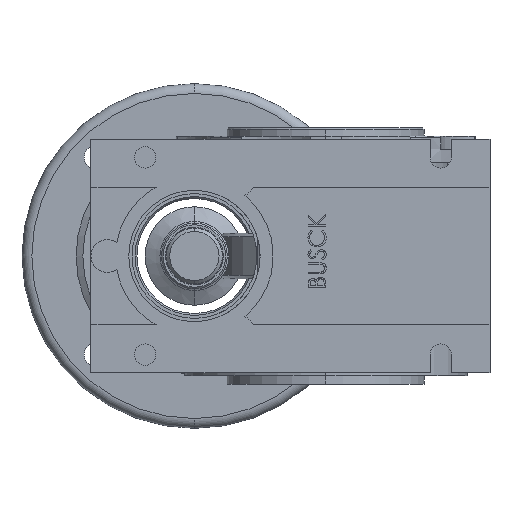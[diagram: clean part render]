
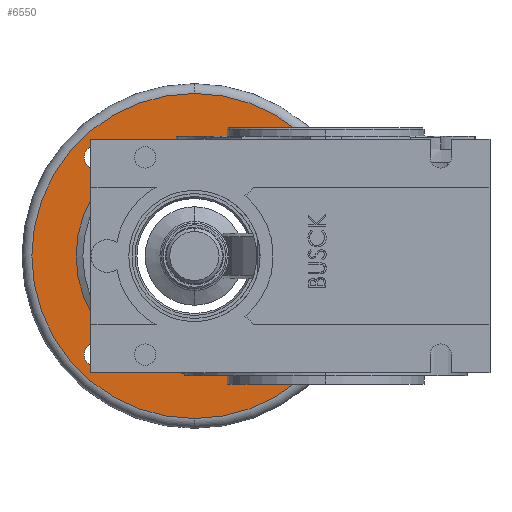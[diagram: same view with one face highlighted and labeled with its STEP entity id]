
A CAD part, left-side view. The second image highlights one B-rep face of the part: STEP entity #6550.
In plain terms, the highlighted planar face has unit normal (-1, 0, 0).
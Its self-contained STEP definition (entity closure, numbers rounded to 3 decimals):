
#6220 = EDGE_CURVE ( 'NONE', #6246, #6223, #8242, .T. ) ;
#6223 = VERTEX_POINT ( 'NONE', #8233 ) ;
#6226 = EDGE_CURVE ( 'NONE', #6244, #6273, #8230, .T. ) ;
#6244 = VERTEX_POINT ( 'NONE', #8374 ) ;
#6246 = VERTEX_POINT ( 'NONE', #8422 ) ;
#6273 = VERTEX_POINT ( 'NONE', #8391 ) ;
#6282 = VERTEX_POINT ( 'NONE', #8441 ) ;
#6284 = EDGE_CURVE ( 'NONE', #6286, #6282, #8439, .T. ) ;
#6286 = VERTEX_POINT ( 'NONE', #8407 ) ;
#6347 = EDGE_CURVE ( 'NONE', #6273, #6244, #8596, .T. ) ;
#6348 = EDGE_LOOP ( 'NONE', ( #6553, #6555 ) ) ;
#6349 = EDGE_CURVE ( 'NONE', #6586, #6585, #8591, .T. ) ;
#6350 = EDGE_LOOP ( 'NONE', ( #6549, #6359 ) ) ;
#6352 = EDGE_CURVE ( 'NONE', #6468, #6445, #8612, .T. ) ;
#6353 = EDGE_LOOP ( 'NONE', ( #6531, #6544 ) ) ;
#6354 = ORIENTED_EDGE ( 'NONE', *, *, #6352, .F. ) ;
#6359 = ORIENTED_EDGE ( 'NONE', *, *, #6360, .F. ) ;
#6360 = EDGE_CURVE ( 'NONE', #6459, #6592, #8604, .T. ) ;
#6361 = EDGE_LOOP ( 'NONE', ( #6541, #6354 ) ) ;
#6444 = EDGE_CURVE ( 'NONE', #6445, #6468, #8779, .T. ) ;
#6445 = VERTEX_POINT ( 'NONE', #8774 ) ;
#6458 = EDGE_CURVE ( 'NONE', #6592, #6459, #8909, .T. ) ;
#6459 = VERTEX_POINT ( 'NONE', #8904 ) ;
#6468 = VERTEX_POINT ( 'NONE', #8888 ) ;
#6531 = ORIENTED_EDGE ( 'NONE', *, *, #6284, .F. ) ;
#6532 = ORIENTED_EDGE ( 'NONE', *, *, #6226, .T. ) ;
#6533 = ORIENTED_EDGE ( 'NONE', *, *, #6347, .T. ) ;
#6538 = ORIENTED_EDGE ( 'NONE', *, *, #6349, .F. ) ;
#6541 = ORIENTED_EDGE ( 'NONE', *, *, #6444, .F. ) ;
#6542 = EDGE_CURVE ( 'NONE', #6282, #6286, #9000, .T. ) ;
#6543 = EDGE_LOOP ( 'NONE', ( #6532, #6533 ) ) ;
#6544 = ORIENTED_EDGE ( 'NONE', *, *, #6542, .F. ) ;
#6549 = ORIENTED_EDGE ( 'NONE', *, *, #6458, .F. ) ;
#6550 = ADVANCED_FACE ( 'NONE', ( #8995, #8994, #8993, #8992, #8991, #8990 ), #8989, .T. ) ;
#6553 = ORIENTED_EDGE ( 'NONE', *, *, #6554, .F. ) ;
#6554 = EDGE_CURVE ( 'NONE', #6223, #6246, #8978, .T. ) ;
#6555 = ORIENTED_EDGE ( 'NONE', *, *, #6220, .F. ) ;
#6576 = EDGE_LOOP ( 'NONE', ( #6579, #6538 ) ) ;
#6579 = ORIENTED_EDGE ( 'NONE', *, *, #6596, .F. ) ;
#6585 = VERTEX_POINT ( 'NONE', #9055 ) ;
#6586 = VERTEX_POINT ( 'NONE', #9050 ) ;
#6592 = VERTEX_POINT ( 'NONE', #9380 ) ;
#6596 = EDGE_CURVE ( 'NONE', #6585, #6586, #9285, .T. ) ;
#8226 = DIRECTION ( 'NONE',  ( 0., 0., 1. ) ) ;
#8227 = DIRECTION ( 'NONE',  ( -1., 0., 0. ) ) ;
#8228 = CARTESIAN_POINT ( 'NONE',  ( 15., 0., 0. ) ) ;
#8229 = AXIS2_PLACEMENT_3D ( 'NONE', #8228, #8227, #8226 ) ;
#8230 = CIRCLE ( 'NONE', #8229, 49.5 ) ;
#8233 = CARTESIAN_POINT ( 'NONE',  ( 15., 0., -36. ) ) ;
#8238 = DIRECTION ( 'NONE',  ( 0., 0., 1. ) ) ;
#8239 = DIRECTION ( 'NONE',  ( -1., 0., 0. ) ) ;
#8240 = CARTESIAN_POINT ( 'NONE',  ( 15., 0., 0. ) ) ;
#8241 = AXIS2_PLACEMENT_3D ( 'NONE', #8240, #8239, #8238 ) ;
#8242 = CIRCLE ( 'NONE', #8241, 36. ) ;
#8374 = CARTESIAN_POINT ( 'NONE',  ( 15., 0., 49.5 ) ) ;
#8391 = CARTESIAN_POINT ( 'NONE',  ( 15., 0., -49.5 ) ) ;
#8407 = CARTESIAN_POINT ( 'NONE',  ( 15., -30.052, 26.552 ) ) ;
#8408 = DIRECTION ( 'NONE',  ( 0., 0., 1. ) ) ;
#8409 = DIRECTION ( 'NONE',  ( -1., 0., 0. ) ) ;
#8410 = CARTESIAN_POINT ( 'NONE',  ( 15., -30.052, 30.052 ) ) ;
#8411 = AXIS2_PLACEMENT_3D ( 'NONE', #8410, #8409, #8408 ) ;
#8422 = CARTESIAN_POINT ( 'NONE',  ( 15., 0., 36. ) ) ;
#8439 = CIRCLE ( 'NONE', #8411, 3.5 ) ;
#8441 = CARTESIAN_POINT ( 'NONE',  ( 15., -30.052, 33.552 ) ) ;
#8586 = CARTESIAN_POINT ( 'NONE',  ( 15., 30.052, 30.052 ) ) ;
#8587 = DIRECTION ( 'NONE',  ( 0., 0., 1. ) ) ;
#8588 = DIRECTION ( 'NONE',  ( -1., 0., 0. ) ) ;
#8589 = CARTESIAN_POINT ( 'NONE',  ( 15., -30.052, -30.052 ) ) ;
#8590 = AXIS2_PLACEMENT_3D ( 'NONE', #8589, #8588, #8587 ) ;
#8591 = CIRCLE ( 'NONE', #8590, 3.5 ) ;
#8592 = DIRECTION ( 'NONE',  ( 0., 0., 1. ) ) ;
#8593 = DIRECTION ( 'NONE',  ( -1., 0., 0. ) ) ;
#8594 = CARTESIAN_POINT ( 'NONE',  ( 15., 0., 0. ) ) ;
#8595 = AXIS2_PLACEMENT_3D ( 'NONE', #8594, #8593, #8592 ) ;
#8596 = CIRCLE ( 'NONE', #8595, 49.5 ) ;
#8600 = DIRECTION ( 'NONE',  ( 0., 0., 1. ) ) ;
#8601 = DIRECTION ( 'NONE',  ( -1., 0., 0. ) ) ;
#8602 = CARTESIAN_POINT ( 'NONE',  ( 15., 30.052, -30.052 ) ) ;
#8603 = AXIS2_PLACEMENT_3D ( 'NONE', #8602, #8601, #8600 ) ;
#8604 = CIRCLE ( 'NONE', #8603, 3.5 ) ;
#8609 = DIRECTION ( 'NONE',  ( 0., 0., 1. ) ) ;
#8610 = DIRECTION ( 'NONE',  ( -1., 0., 0. ) ) ;
#8611 = AXIS2_PLACEMENT_3D ( 'NONE', #8586, #8610, #8609 ) ;
#8612 = CIRCLE ( 'NONE', #8611, 3.5 ) ;
#8774 = CARTESIAN_POINT ( 'NONE',  ( 15., 30.052, 26.552 ) ) ;
#8775 = DIRECTION ( 'NONE',  ( 0., 0., 1. ) ) ;
#8776 = DIRECTION ( 'NONE',  ( -1., 0., 0. ) ) ;
#8777 = CARTESIAN_POINT ( 'NONE',  ( 15., 30.052, 30.052 ) ) ;
#8778 = AXIS2_PLACEMENT_3D ( 'NONE', #8777, #8776, #8775 ) ;
#8779 = CIRCLE ( 'NONE', #8778, 3.5 ) ;
#8888 = CARTESIAN_POINT ( 'NONE',  ( 15., 30.052, 33.552 ) ) ;
#8904 = CARTESIAN_POINT ( 'NONE',  ( 15., 30.052, -26.552 ) ) ;
#8905 = DIRECTION ( 'NONE',  ( 0., 0., 1. ) ) ;
#8906 = DIRECTION ( 'NONE',  ( -1., 0., 0. ) ) ;
#8907 = CARTESIAN_POINT ( 'NONE',  ( 15., 30.052, -30.052 ) ) ;
#8908 = AXIS2_PLACEMENT_3D ( 'NONE', #8907, #8906, #8905 ) ;
#8909 = CIRCLE ( 'NONE', #8908, 3.5 ) ;
#8978 = CIRCLE ( 'NONE', #9035, 36. ) ;
#8984 = DIRECTION ( 'NONE',  ( 0., 0., 1. ) ) ;
#8985 = DIRECTION ( 'NONE',  ( -1., 0., 0. ) ) ;
#8986 = AXIS2_PLACEMENT_3D ( 'NONE', #8988, #8985, #8984 ) ;
#8988 = CARTESIAN_POINT ( 'NONE',  ( 15., -48.466, 0. ) ) ;
#8989 = PLANE ( 'NONE',  #8986 ) ;
#8990 = FACE_BOUND ( 'NONE', #6348, .T. ) ;
#8991 = FACE_OUTER_BOUND ( 'NONE', #6543, .T. ) ;
#8992 = FACE_BOUND ( 'NONE', #6353, .T. ) ;
#8993 = FACE_BOUND ( 'NONE', #6361, .T. ) ;
#8994 = FACE_BOUND ( 'NONE', #6350, .T. ) ;
#8995 = FACE_BOUND ( 'NONE', #6576, .T. ) ;
#8996 = DIRECTION ( 'NONE',  ( 0., 0., 1. ) ) ;
#8997 = DIRECTION ( 'NONE',  ( -1., 0., 0. ) ) ;
#8998 = CARTESIAN_POINT ( 'NONE',  ( 15., -30.052, 30.052 ) ) ;
#8999 = AXIS2_PLACEMENT_3D ( 'NONE', #8998, #8997, #8996 ) ;
#9000 = CIRCLE ( 'NONE', #8999, 3.5 ) ;
#9032 = DIRECTION ( 'NONE',  ( 0., 0., 1. ) ) ;
#9033 = DIRECTION ( 'NONE',  ( -1., 0., 0. ) ) ;
#9034 = CARTESIAN_POINT ( 'NONE',  ( 15., 0., 0. ) ) ;
#9035 = AXIS2_PLACEMENT_3D ( 'NONE', #9034, #9033, #9032 ) ;
#9050 = CARTESIAN_POINT ( 'NONE',  ( 15., -30.052, -26.552 ) ) ;
#9055 = CARTESIAN_POINT ( 'NONE',  ( 15., -30.052, -33.552 ) ) ;
#9274 = DIRECTION ( 'NONE',  ( 0., 0., 1. ) ) ;
#9275 = DIRECTION ( 'NONE',  ( -1., 0., 0. ) ) ;
#9276 = CARTESIAN_POINT ( 'NONE',  ( 15., -30.052, -30.052 ) ) ;
#9277 = AXIS2_PLACEMENT_3D ( 'NONE', #9276, #9275, #9274 ) ;
#9285 = CIRCLE ( 'NONE', #9277, 3.5 ) ;
#9380 = CARTESIAN_POINT ( 'NONE',  ( 15., 30.052, -33.552 ) ) ;
